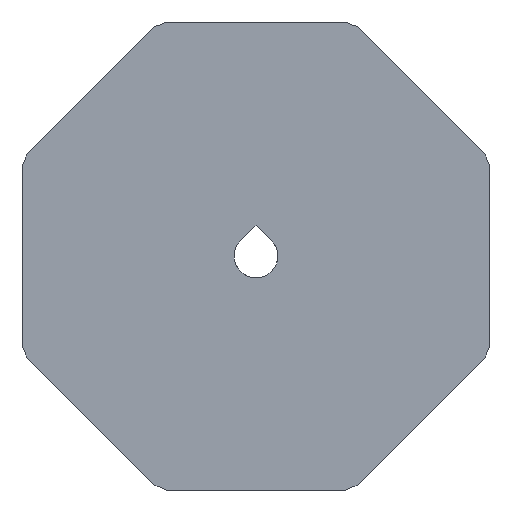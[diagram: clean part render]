
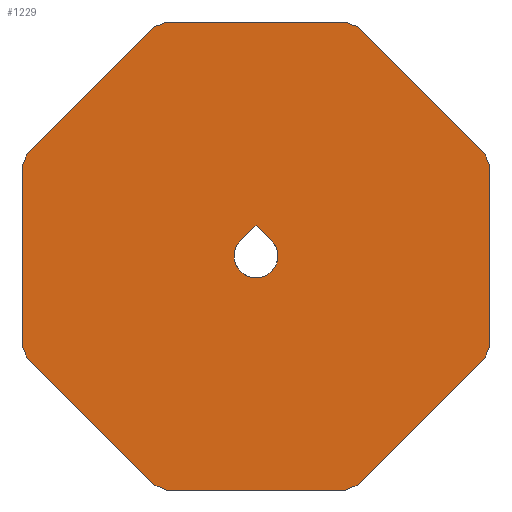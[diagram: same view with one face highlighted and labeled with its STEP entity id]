
A CAD part, front view. The second image highlights one B-rep face of the part: STEP entity #1229.
In plain terms, the highlighted planar face has unit normal (0, -1, 0).
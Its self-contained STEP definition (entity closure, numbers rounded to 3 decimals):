
#18=PLANE('',#1313);
#48=FACE_BOUND('',#163,.T.);
#95=FACE_OUTER_BOUND('',#162,.T.);
#162=EDGE_LOOP('',(#983,#984,#985,#986,#987,#988,#989,#990,#991,#992,#993,
#994,#995,#996,#997,#998));
#163=EDGE_LOOP('',(#999,#1000,#1001));
#198=CIRCLE('',#1314,1.5);
#329=LINE('',#5271,#422);
#332=LINE('',#5276,#425);
#335=LINE('',#5284,#428);
#336=LINE('',#5286,#429);
#337=LINE('',#5288,#430);
#338=LINE('',#5290,#431);
#339=LINE('',#5292,#432);
#340=LINE('',#5294,#433);
#341=LINE('',#5296,#434);
#342=LINE('',#5298,#435);
#343=LINE('',#5300,#436);
#344=LINE('',#5302,#437);
#345=LINE('',#5304,#438);
#346=LINE('',#5306,#439);
#347=LINE('',#5308,#440);
#348=LINE('',#5309,#441);
#349=LINE('',#5314,#442);
#350=LINE('',#5315,#443);
#422=VECTOR('',#1482,10.);
#425=VECTOR('',#1487,10.);
#428=VECTOR('',#1494,10.);
#429=VECTOR('',#1495,10.);
#430=VECTOR('',#1496,10.);
#431=VECTOR('',#1497,10.);
#432=VECTOR('',#1498,10.);
#433=VECTOR('',#1499,10.);
#434=VECTOR('',#1500,10.);
#435=VECTOR('',#1501,10.);
#436=VECTOR('',#1502,10.);
#437=VECTOR('',#1503,10.);
#438=VECTOR('',#1504,10.);
#439=VECTOR('',#1505,10.);
#440=VECTOR('',#1506,10.);
#441=VECTOR('',#1507,10.);
#442=VECTOR('',#1510,10.);
#443=VECTOR('',#1511,10.);
#560=VERTEX_POINT('',#5269);
#561=VERTEX_POINT('',#5270);
#562=VERTEX_POINT('',#5275);
#565=VERTEX_POINT('',#5283);
#566=VERTEX_POINT('',#5285);
#567=VERTEX_POINT('',#5287);
#568=VERTEX_POINT('',#5289);
#569=VERTEX_POINT('',#5291);
#570=VERTEX_POINT('',#5293);
#571=VERTEX_POINT('',#5295);
#572=VERTEX_POINT('',#5297);
#573=VERTEX_POINT('',#5299);
#574=VERTEX_POINT('',#5301);
#575=VERTEX_POINT('',#5303);
#576=VERTEX_POINT('',#5305);
#577=VERTEX_POINT('',#5307);
#578=VERTEX_POINT('',#5310);
#579=VERTEX_POINT('',#5311);
#580=VERTEX_POINT('',#5313);
#719=EDGE_CURVE('',#560,#561,#329,.T.);
#722=EDGE_CURVE('',#562,#561,#332,.T.);
#726=EDGE_CURVE('',#560,#565,#335,.T.);
#727=EDGE_CURVE('',#566,#565,#336,.T.);
#728=EDGE_CURVE('',#566,#567,#337,.T.);
#729=EDGE_CURVE('',#568,#567,#338,.T.);
#730=EDGE_CURVE('',#568,#569,#339,.T.);
#731=EDGE_CURVE('',#570,#569,#340,.T.);
#732=EDGE_CURVE('',#570,#571,#341,.T.);
#733=EDGE_CURVE('',#572,#571,#342,.T.);
#734=EDGE_CURVE('',#572,#573,#343,.T.);
#735=EDGE_CURVE('',#574,#573,#344,.T.);
#736=EDGE_CURVE('',#574,#575,#345,.T.);
#737=EDGE_CURVE('',#576,#575,#346,.T.);
#738=EDGE_CURVE('',#576,#577,#347,.T.);
#739=EDGE_CURVE('',#562,#577,#348,.T.);
#740=EDGE_CURVE('',#578,#579,#198,.T.);
#741=EDGE_CURVE('',#579,#580,#349,.T.);
#742=EDGE_CURVE('',#580,#578,#350,.T.);
#983=ORIENTED_EDGE('',*,*,#719,.F.);
#984=ORIENTED_EDGE('',*,*,#726,.T.);
#985=ORIENTED_EDGE('',*,*,#727,.F.);
#986=ORIENTED_EDGE('',*,*,#728,.T.);
#987=ORIENTED_EDGE('',*,*,#729,.F.);
#988=ORIENTED_EDGE('',*,*,#730,.T.);
#989=ORIENTED_EDGE('',*,*,#731,.F.);
#990=ORIENTED_EDGE('',*,*,#732,.T.);
#991=ORIENTED_EDGE('',*,*,#733,.F.);
#992=ORIENTED_EDGE('',*,*,#734,.T.);
#993=ORIENTED_EDGE('',*,*,#735,.F.);
#994=ORIENTED_EDGE('',*,*,#736,.T.);
#995=ORIENTED_EDGE('',*,*,#737,.F.);
#996=ORIENTED_EDGE('',*,*,#738,.T.);
#997=ORIENTED_EDGE('',*,*,#739,.F.);
#998=ORIENTED_EDGE('',*,*,#722,.T.);
#999=ORIENTED_EDGE('',*,*,#740,.T.);
#1000=ORIENTED_EDGE('',*,*,#741,.T.);
#1001=ORIENTED_EDGE('',*,*,#742,.T.);
#1229=ADVANCED_FACE('',(#95,#48),#18,.T.);
#1313=AXIS2_PLACEMENT_3D('',#5282,#1492,#1493);
#1314=AXIS2_PLACEMENT_3D('',#5312,#1508,#1509);
#1482=DIRECTION('',(0.383,0.,0.924));
#1487=DIRECTION('',(-0.707,0.,-0.707));
#1492=DIRECTION('center_axis',(0.,-1.,0.));
#1493=DIRECTION('ref_axis',(1.,0.,0.));
#1494=DIRECTION('',(0.,0.,-1.));
#1495=DIRECTION('',(-0.383,0.,0.924));
#1496=DIRECTION('',(0.707,0.,-0.707));
#1497=DIRECTION('',(-0.924,0.,0.383));
#1498=DIRECTION('',(1.,0.,0.));
#1499=DIRECTION('',(-0.924,0.,-0.383));
#1500=DIRECTION('',(0.707,0.,0.707));
#1501=DIRECTION('',(-0.383,0.,-0.924));
#1502=DIRECTION('',(0.,0.,1.));
#1503=DIRECTION('',(0.383,0.,-0.924));
#1504=DIRECTION('',(-0.707,0.,0.707));
#1505=DIRECTION('',(0.924,0.,-0.383));
#1506=DIRECTION('',(-1.,0.,0.));
#1507=DIRECTION('',(0.924,0.,0.383));
#1508=DIRECTION('center_axis',(0.,1.,0.));
#1509=DIRECTION('ref_axis',(1.,0.,0.));
#1510=DIRECTION('',(0.709,0.,0.705));
#1511=DIRECTION('',(0.709,0.,-0.705));
#5269=CARTESIAN_POINT('',(73.886,-100.,-5.742));
#5270=CARTESIAN_POINT('',(74.24,-100.,-4.889));
#5271=CARTESIAN_POINT('',(74.063,-100.,-5.315));
#5275=CARTESIAN_POINT('',(82.912,-100.,3.783));
#5276=CARTESIAN_POINT('',(83.266,-100.,4.137));
#5282=CARTESIAN_POINT('Origin',(89.898,-100.,-11.874));
#5283=CARTESIAN_POINT('',(73.886,-100.,-18.007));
#5284=CARTESIAN_POINT('',(73.886,-100.,-5.242));
#5285=CARTESIAN_POINT('',(74.24,-100.,-18.86));
#5286=CARTESIAN_POINT('',(74.063,-100.,-18.433));
#5287=CARTESIAN_POINT('',(82.912,-100.,-27.532));
#5288=CARTESIAN_POINT('',(73.886,-100.,-18.507));
#5289=CARTESIAN_POINT('',(83.766,-100.,-27.886));
#5290=CARTESIAN_POINT('',(83.339,-100.,-27.709));
#5291=CARTESIAN_POINT('',(96.03,-100.,-27.886));
#5292=CARTESIAN_POINT('',(83.266,-100.,-27.886));
#5293=CARTESIAN_POINT('',(96.884,-100.,-27.532));
#5294=CARTESIAN_POINT('',(96.457,-100.,-27.709));
#5295=CARTESIAN_POINT('',(105.556,-100.,-18.86));
#5296=CARTESIAN_POINT('',(96.53,-100.,-27.886));
#5297=CARTESIAN_POINT('',(105.909,-100.,-18.007));
#5298=CARTESIAN_POINT('',(105.733,-100.,-18.433));
#5299=CARTESIAN_POINT('',(105.909,-100.,-5.742));
#5300=CARTESIAN_POINT('',(105.909,-100.,-18.507));
#5301=CARTESIAN_POINT('',(105.556,-100.,-4.889));
#5302=CARTESIAN_POINT('',(105.733,-100.,-5.315));
#5303=CARTESIAN_POINT('',(96.884,-100.,3.783));
#5304=CARTESIAN_POINT('',(105.909,-100.,-5.242));
#5305=CARTESIAN_POINT('',(96.03,-100.,4.137));
#5306=CARTESIAN_POINT('',(96.457,-100.,3.96));
#5307=CARTESIAN_POINT('',(83.766,-100.,4.137));
#5308=CARTESIAN_POINT('',(96.53,-100.,4.137));
#5309=CARTESIAN_POINT('',(83.339,-100.,3.96));
#5310=CARTESIAN_POINT('',(90.955,-100.,-10.81));
#5311=CARTESIAN_POINT('',(88.841,-100.,-10.81));
#5312=CARTESIAN_POINT('Origin',(89.898,-100.,-11.874));
#5313=CARTESIAN_POINT('',(89.898,-100.,-9.76));
#5314=CARTESIAN_POINT('',(89.898,-100.,-9.76));
#5315=CARTESIAN_POINT('',(89.898,-100.,-9.76));
